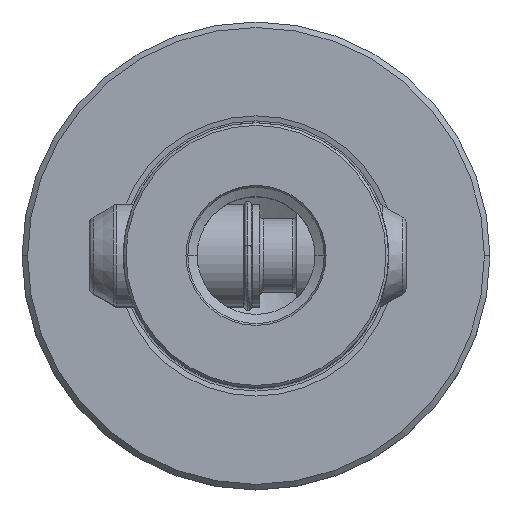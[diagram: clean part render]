
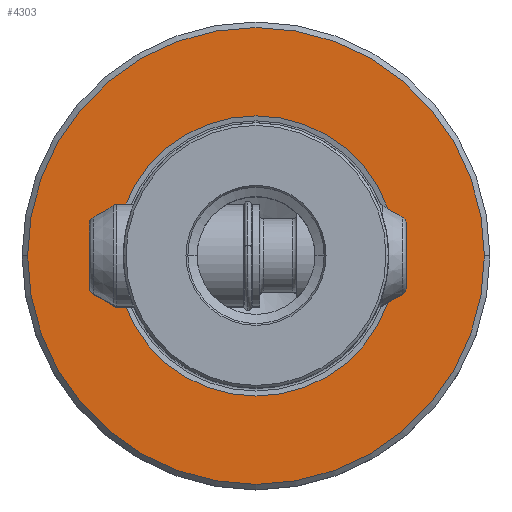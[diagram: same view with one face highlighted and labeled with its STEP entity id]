
A CAD part, top view. The second image highlights one B-rep face of the part: STEP entity #4303.
In plain terms, the highlighted planar face has unit normal (0, 0, 1).
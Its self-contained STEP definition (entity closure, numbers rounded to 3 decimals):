
#2151=EDGE_CURVE('NONE',#2849,#3673,#5928,.T.);
#2235=EDGE_CURVE('NONE',#3479,#2435,#6023,.T.);
#2435=VERTEX_POINT('NONE',#6246);
#2849=VERTEX_POINT('NONE',#6701);
#3203=EDGE_CURVE('NONE',#3673,#2849,#7093,.T.);
#3479=VERTEX_POINT('NONE',#7391);
#3673=VERTEX_POINT('NONE',#7602);
#4303=ADVANCED_FACE('NONE',(#8292,#8293),#8294,.T.);
#5465=EDGE_CURVE('NONE',#2435,#3479,#9584,.F.);
#5928=CIRCLE('',#10805,31.0);
#6023=CIRCLE('',#10940,19.012);
#6246=CARTESIAN_POINT('',(-19.012,0.,0.0));
#6701=CARTESIAN_POINT('',(-31.0,0.,0.0));
#7093=CIRCLE('',#24763,31.0);
#7391=CARTESIAN_POINT('',(19.012,0.,0.0));
#7602=CARTESIAN_POINT('',(31.0,0.,0.0));
#8292=FACE_OUTER_BOUND('',#32746,.T.);
#8293=FACE_BOUND('',#32747,.T.);
#8294=PLANE('',#32748);
#9584=CIRCLE('',#47762,19.012);
#10805=AXIS2_PLACEMENT_3D('',#48465,#48466,#48467);
#10940=AXIS2_PLACEMENT_3D('',#48598,#48599,#48600);
#24763=AXIS2_PLACEMENT_3D('',#49828,#49829,#49830);
#32746=EDGE_LOOP('',(#51141,#51142));
#32747=EDGE_LOOP('',(#51143,#51144));
#32748=AXIS2_PLACEMENT_3D('',#51145,#51146,#51147);
#47762=AXIS2_PLACEMENT_3D('',#52628,#52629,#52630);
#48465=CARTESIAN_POINT('',(0.0,0.0,0.0));
#48466=DIRECTION('',(0.0,0.0,-1.0));
#48467=DIRECTION('',(-1.0,0.,0.0));
#48598=CARTESIAN_POINT('',(0.0,0.0,0.0));
#48599=DIRECTION('',(-0.0,0.0,1.0));
#48600=DIRECTION('',(1.0,0.,0.0));
#49828=CARTESIAN_POINT('',(0.0,0.0,0.0));
#49829=DIRECTION('',(0.0,0.0,-1.0));
#49830=DIRECTION('',(-1.0,0.,0.0));
#51141=ORIENTED_EDGE('',*,*,#2151,.F.);
#51142=ORIENTED_EDGE('',*,*,#3203,.F.);
#51143=ORIENTED_EDGE('',*,*,#2235,.F.);
#51144=ORIENTED_EDGE('',*,*,#5465,.F.);
#51145=CARTESIAN_POINT('',(-18.0,0.0,0.0));
#51146=DIRECTION('',(-0.0,0.0,1.0));
#51147=DIRECTION('',(0.0,1.0,0.0));
#52628=CARTESIAN_POINT('',(0.0,0.0,0.0));
#52629=DIRECTION('',(0.0,0.0,-1.0));
#52630=DIRECTION('',(1.0,0.,0.0));
